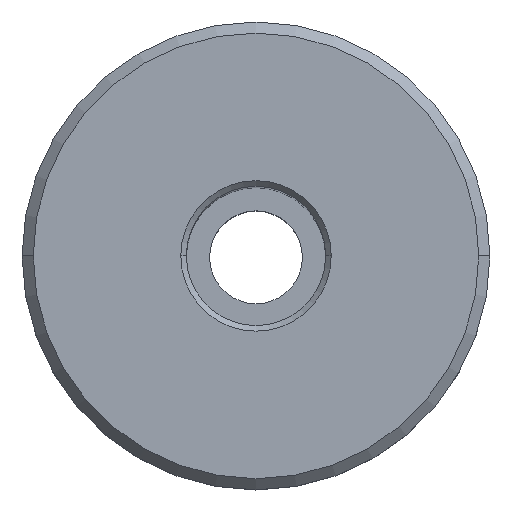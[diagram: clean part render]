
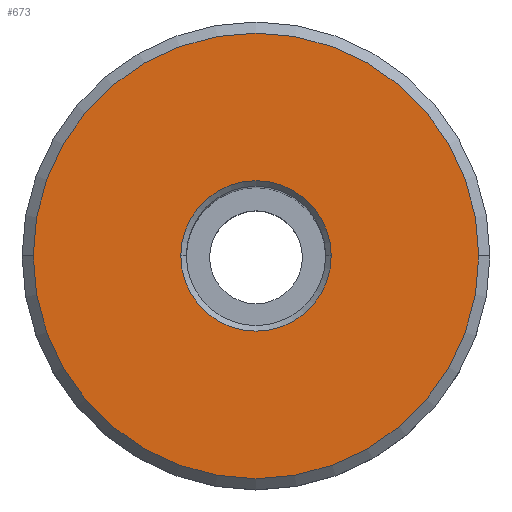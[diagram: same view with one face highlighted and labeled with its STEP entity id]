
A CAD part, top view. The second image highlights one B-rep face of the part: STEP entity #673.
In plain terms, the highlighted planar face has unit normal (0, 0, 1).
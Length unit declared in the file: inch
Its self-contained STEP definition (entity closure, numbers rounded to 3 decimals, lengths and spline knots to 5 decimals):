
#32 = DIRECTION ( 'NONE',  ( -1., 0., 0. ) ) ;
#51 = CIRCLE ( 'NONE', #564, 0.2025 ) ;
#64 = VERTEX_POINT ( 'NONE', #370 ) ;
#66 = EDGE_LOOP ( 'NONE', ( #995, #710 ) ) ;
#72 = CIRCLE ( 'NONE', #514, 0.59992 ) ;
#112 = CARTESIAN_POINT ( 'NONE',  ( 0.59992, 0., 0. ) ) ;
#123 = CIRCLE ( 'NONE', #549, 0.59992 ) ;
#208 = CARTESIAN_POINT ( 'NONE',  ( 0., 0., 0. ) ) ;
#248 = ORIENTED_EDGE ( 'NONE', *, *, #462, .T. ) ;
#269 = AXIS2_PLACEMENT_3D ( 'NONE', #348, #854, #507 ) ;
#348 = CARTESIAN_POINT ( 'NONE',  ( 0., 0., 0. ) ) ;
#370 = CARTESIAN_POINT ( 'NONE',  ( -0.59992, 0., 0. ) ) ;
#394 = DIRECTION ( 'NONE',  ( -1., 0., 0. ) ) ;
#421 = VERTEX_POINT ( 'NONE', #493 ) ;
#458 = DIRECTION ( 'NONE',  ( 0., 0., 1. ) ) ;
#462 = EDGE_CURVE ( 'NONE', #835, #421, #51, .T. ) ;
#493 = CARTESIAN_POINT ( 'NONE',  ( -0.2025, 0., 0. ) ) ;
#507 = DIRECTION ( 'NONE',  ( -1., 0., 0. ) ) ;
#514 = AXIS2_PLACEMENT_3D ( 'NONE', #208, #556, #1039 ) ;
#539 = DIRECTION ( 'NONE',  ( 0., 0., -1. ) ) ;
#549 = AXIS2_PLACEMENT_3D ( 'NONE', #794, #458, #777 ) ;
#556 = DIRECTION ( 'NONE',  ( 0., 0., 1. ) ) ;
#564 = AXIS2_PLACEMENT_3D ( 'NONE', #680, #850, #32 ) ;
#623 = PLANE ( 'NONE',  #868 ) ;
#673 = ADVANCED_FACE ( 'NONE', ( #882, #1052 ), #623, .F. ) ;
#679 = CARTESIAN_POINT ( 'NONE',  ( 0.2025, 0., 0. ) ) ;
#680 = CARTESIAN_POINT ( 'NONE',  ( 0., 0., 0. ) ) ;
#710 = ORIENTED_EDGE ( 'NONE', *, *, #1036, .T. ) ;
#777 = DIRECTION ( 'NONE',  ( -1., 0., 0. ) ) ;
#794 = CARTESIAN_POINT ( 'NONE',  ( 0., 0., 0. ) ) ;
#835 = VERTEX_POINT ( 'NONE', #679 ) ;
#850 = DIRECTION ( 'NONE',  ( 0., 0., -1. ) ) ;
#854 = DIRECTION ( 'NONE',  ( 0., 0., -1. ) ) ;
#868 = AXIS2_PLACEMENT_3D ( 'NONE', #950, #539, #394 ) ;
#882 = FACE_OUTER_BOUND ( 'NONE', #66, .T. ) ;
#909 = CIRCLE ( 'NONE', #269, 0.2025 ) ;
#920 = EDGE_CURVE ( 'NONE', #421, #835, #909, .T. ) ;
#950 = CARTESIAN_POINT ( 'NONE',  ( 0., 0.62992, 0. ) ) ;
#965 = VERTEX_POINT ( 'NONE', #112 ) ;
#995 = ORIENTED_EDGE ( 'NONE', *, *, #1074, .T. ) ;
#1023 = ORIENTED_EDGE ( 'NONE', *, *, #920, .T. ) ;
#1036 = EDGE_CURVE ( 'NONE', #965, #64, #72, .T. ) ;
#1039 = DIRECTION ( 'NONE',  ( -1., 0., 0. ) ) ;
#1052 = FACE_BOUND ( 'NONE', #1075, .T. ) ;
#1074 = EDGE_CURVE ( 'NONE', #64, #965, #123, .T. ) ;
#1075 = EDGE_LOOP ( 'NONE', ( #248, #1023 ) ) ;
